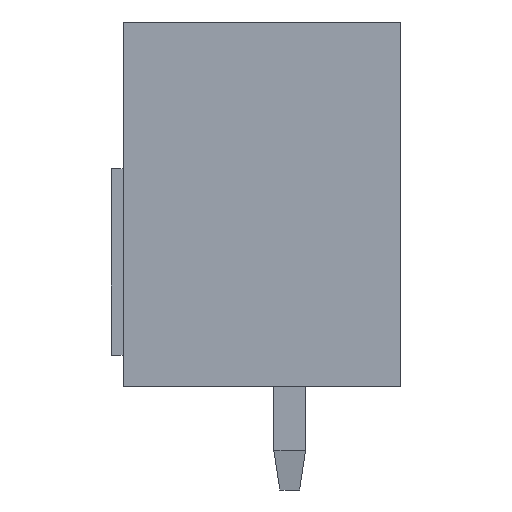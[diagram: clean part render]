
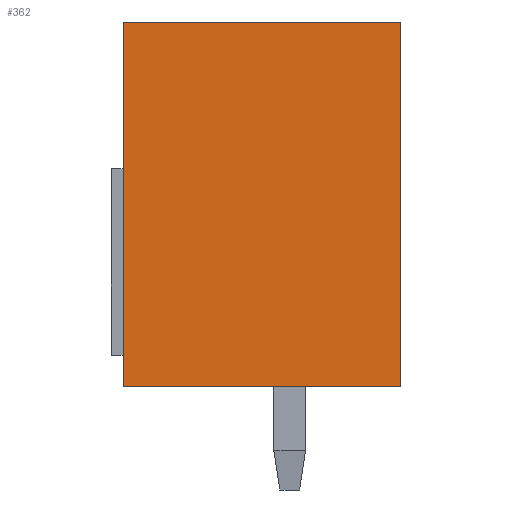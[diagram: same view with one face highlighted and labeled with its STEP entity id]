
A CAD part, left-side view. The second image highlights one B-rep face of the part: STEP entity #362.
In plain terms, the highlighted planar face has unit normal (-1, 0, 0).
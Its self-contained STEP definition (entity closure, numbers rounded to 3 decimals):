
#362 = ADVANCED_FACE( '', ( #741 ), #742, .T. );
#741 = FACE_OUTER_BOUND( '', #1134, .T. );
#742 = PLANE( '', #1135 );
#1134 = EDGE_LOOP( '', ( #2022, #2023, #2024, #2025 ) );
#1135 = AXIS2_PLACEMENT_3D( '', #2026, #2027, #2028 );
#2022 = ORIENTED_EDGE( '', *, *, #2519, .F. );
#2023 = ORIENTED_EDGE( '', *, *, #2672, .F. );
#2024 = ORIENTED_EDGE( '', *, *, #2337, .T. );
#2025 = ORIENTED_EDGE( '', *, *, #2673, .T. );
#2026 = CARTESIAN_POINT( '', ( 0., 7., 9.2 ) );
#2027 = DIRECTION( '', ( -1., 0., 0. ) );
#2028 = DIRECTION( '', ( 0., 0., 1. ) );
#2337 = EDGE_CURVE( '', #2781, #2779, #2782, .T. );
#2519 = EDGE_CURVE( '', #3087, #3089, #3090, .T. );
#2672 = EDGE_CURVE( '', #2781, #3087, #3286, .T. );
#2673 = EDGE_CURVE( '', #2779, #3089, #3287, .T. );
#2779 = VERTEX_POINT( '', #3415 );
#2781 = VERTEX_POINT( '', #3418 );
#2782 = LINE( '', #3419, #3420 );
#3087 = VERTEX_POINT( '', #3865 );
#3089 = VERTEX_POINT( '', #3868 );
#3090 = LINE( '', #3869, #3870 );
#3286 = LINE( '', #4156, #4157 );
#3287 = LINE( '', #4158, #4159 );
#3415 = CARTESIAN_POINT( '', ( 0., 7., 0. ) );
#3418 = CARTESIAN_POINT( '', ( 0., 7., 9.2 ) );
#3419 = CARTESIAN_POINT( '', ( 0., 7., 9.2 ) );
#3420 = VECTOR( '', #4251, 1000. );
#3865 = CARTESIAN_POINT( '', ( 0., 0., 9.2 ) );
#3868 = CARTESIAN_POINT( '', ( 0., 0., 0. ) );
#3869 = CARTESIAN_POINT( '', ( 0., 0., 9.2 ) );
#3870 = VECTOR( '', #4423, 1000. );
#4156 = CARTESIAN_POINT( '', ( 0., 7., 9.2 ) );
#4157 = VECTOR( '', #4547, 1000. );
#4158 = CARTESIAN_POINT( '', ( 0., 7., 0. ) );
#4159 = VECTOR( '', #4548, 1000. );
#4251 = DIRECTION( '', ( 0., 0., -1. ) );
#4423 = DIRECTION( '', ( 0., 0., -1. ) );
#4547 = DIRECTION( '', ( 0., -1., 0. ) );
#4548 = DIRECTION( '', ( 0., -1., 0. ) );
